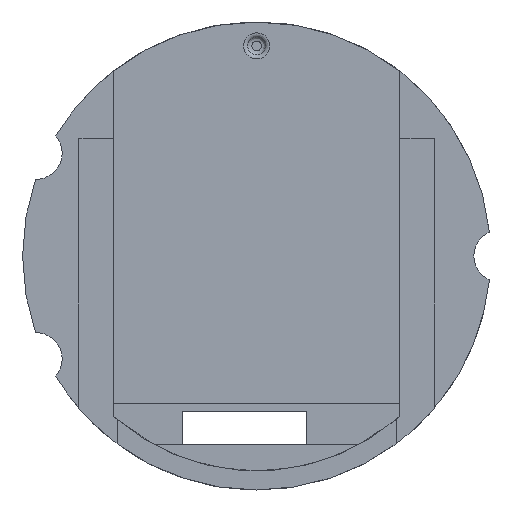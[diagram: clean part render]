
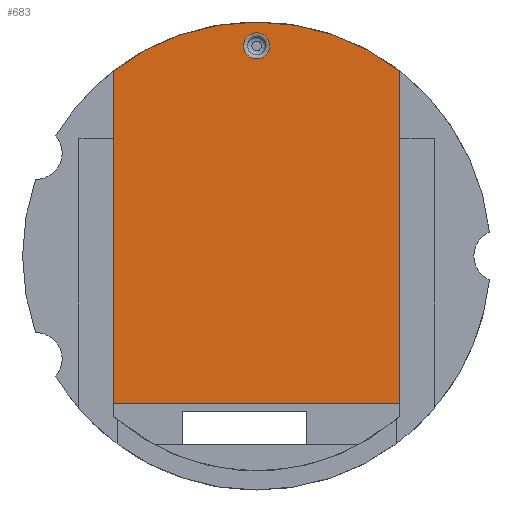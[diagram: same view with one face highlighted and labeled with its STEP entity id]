
A CAD part, front view. The second image highlights one B-rep face of the part: STEP entity #683.
In plain terms, the highlighted planar face has unit normal (0, -1, 0).
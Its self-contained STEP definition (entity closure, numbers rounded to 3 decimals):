
#27=FACE_BOUND('',#108,.T.);
#40=CIRCLE('',#730,0.683);
#43=CIRCLE('',#734,12.25);
#70=FACE_OUTER_BOUND('',#107,.T.);
#107=EDGE_LOOP('',(#489,#490,#491,#492));
#108=EDGE_LOOP('',(#493));
#159=LINE('',#1096,#227);
#160=LINE('',#1098,#228);
#161=LINE('',#1099,#229);
#227=VECTOR('',#851,17.418);
#228=VECTOR('',#852,15.);
#229=VECTOR('',#853,17.418);
#299=VERTEX_POINT('',#1055);
#302=VERTEX_POINT('',#1092);
#303=VERTEX_POINT('',#1093);
#304=VERTEX_POINT('',#1095);
#305=VERTEX_POINT('',#1097);
#374=EDGE_CURVE('',#299,#299,#40,.T.);
#378=EDGE_CURVE('',#302,#303,#43,.T.);
#379=EDGE_CURVE('',#304,#302,#159,.T.);
#380=EDGE_CURVE('',#305,#304,#160,.T.);
#381=EDGE_CURVE('',#303,#305,#161,.T.);
#489=ORIENTED_EDGE('',*,*,#378,.F.);
#490=ORIENTED_EDGE('',*,*,#379,.F.);
#491=ORIENTED_EDGE('',*,*,#380,.F.);
#492=ORIENTED_EDGE('',*,*,#381,.F.);
#493=ORIENTED_EDGE('',*,*,#374,.F.);
#654=PLANE('',#733);
#683=ADVANCED_FACE('',(#70,#27),#654,.F.);
#730=AXIS2_PLACEMENT_3D('',#1056,#841,#842);
#733=AXIS2_PLACEMENT_3D('',#1091,#847,#848);
#734=AXIS2_PLACEMENT_3D('',#1094,#849,#850);
#841=DIRECTION('center_axis',(0.,-1.,0.));
#842=DIRECTION('ref_axis',(-1.,0.,0.));
#847=DIRECTION('center_axis',(0.,1.,0.));
#848=DIRECTION('ref_axis',(0.,0.,1.));
#849=DIRECTION('center_axis',(0.,1.,0.));
#850=DIRECTION('ref_axis',(1.,0.,0.));
#851=DIRECTION('',(0.,0.,1.));
#852=DIRECTION('',(-1.,0.,0.));
#853=DIRECTION('',(0.,0.,-1.));
#1055=CARTESIAN_POINT('',(0.683,1.54,11.));
#1056=CARTESIAN_POINT('Origin',(0.,1.54,11.));
#1091=CARTESIAN_POINT('Origin',(0.,1.54,2.259));
#1092=CARTESIAN_POINT('',(-7.5,1.54,9.686));
#1093=CARTESIAN_POINT('',(7.5,1.54,9.686));
#1094=CARTESIAN_POINT('Origin',(0.,1.54,0.));
#1095=CARTESIAN_POINT('',(-7.5,1.54,-7.733));
#1096=CARTESIAN_POINT('',(-7.5,1.54,-7.733));
#1097=CARTESIAN_POINT('',(7.5,1.54,-7.733));
#1098=CARTESIAN_POINT('',(7.5,1.54,-7.733));
#1099=CARTESIAN_POINT('',(7.5,1.54,12.25));
